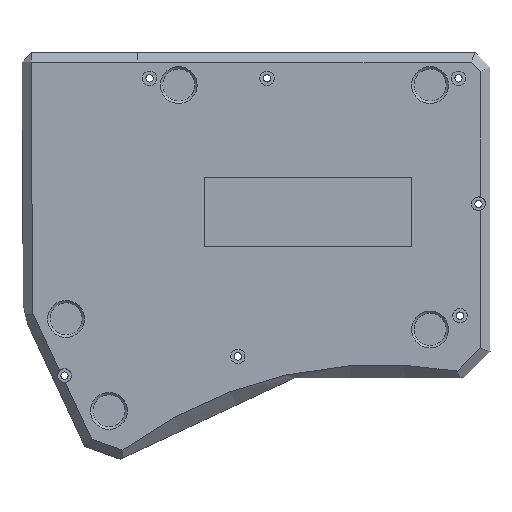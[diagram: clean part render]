
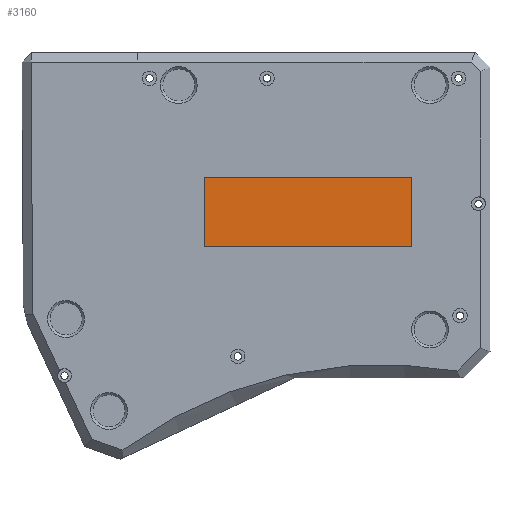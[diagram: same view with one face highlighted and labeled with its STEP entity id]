
A CAD part, front view. The second image highlights one B-rep face of the part: STEP entity #3160.
In plain terms, the highlighted planar face has unit normal (0, -1, 0).
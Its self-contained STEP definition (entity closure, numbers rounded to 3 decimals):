
#211=FACE_OUTER_BOUND('',#390,.T.);
#390=EDGE_LOOP('',(#2281,#2282,#2283,#2284));
#693=LINE('',#4718,#1064);
#696=LINE('',#4724,#1067);
#699=LINE('',#4730,#1070);
#702=LINE('',#4734,#1073);
#1064=VECTOR('',#3775,10.);
#1067=VECTOR('',#3780,10.);
#1070=VECTOR('',#3785,10.);
#1073=VECTOR('',#3790,10.);
#1405=VERTEX_POINT('',#4715);
#1406=VERTEX_POINT('',#4717);
#1408=VERTEX_POINT('',#4723);
#1410=VERTEX_POINT('',#4729);
#1739=EDGE_CURVE('',#1406,#1405,#693,.T.);
#1742=EDGE_CURVE('',#1408,#1406,#696,.T.);
#1745=EDGE_CURVE('',#1410,#1408,#699,.T.);
#1748=EDGE_CURVE('',#1405,#1410,#702,.T.);
#2281=ORIENTED_EDGE('',*,*,#1748,.T.);
#2282=ORIENTED_EDGE('',*,*,#1745,.T.);
#2283=ORIENTED_EDGE('',*,*,#1742,.T.);
#2284=ORIENTED_EDGE('',*,*,#1739,.T.);
#3018=PLANE('',#3356);
#3160=ADVANCED_FACE('',(#211),#3018,.T.);
#3356=AXIS2_PLACEMENT_3D('',#4735,#3791,#3792);
#3775=DIRECTION('',(0.,0.,-1.));
#3780=DIRECTION('',(-1.,0.,0.));
#3785=DIRECTION('',(0.,0.,1.));
#3790=DIRECTION('',(1.,0.,0.));
#3791=DIRECTION('center_axis',(0.,-1.,0.));
#3792=DIRECTION('ref_axis',(0.,0.,1.));
#4715=CARTESIAN_POINT('',(1453.789,-90.2,974.1));
#4717=CARTESIAN_POINT('',(1453.789,-90.2,1004.1));
#4718=CARTESIAN_POINT('',(1453.789,-90.2,1004.1));
#4723=CARTESIAN_POINT('',(1543.789,-90.2,1004.1));
#4724=CARTESIAN_POINT('',(1543.789,-90.2,1004.1));
#4729=CARTESIAN_POINT('',(1543.789,-90.2,974.1));
#4730=CARTESIAN_POINT('',(1543.789,-90.2,974.1));
#4734=CARTESIAN_POINT('',(1453.789,-90.2,974.1));
#4735=CARTESIAN_POINT('Origin',(1498.789,-90.2,989.1));
